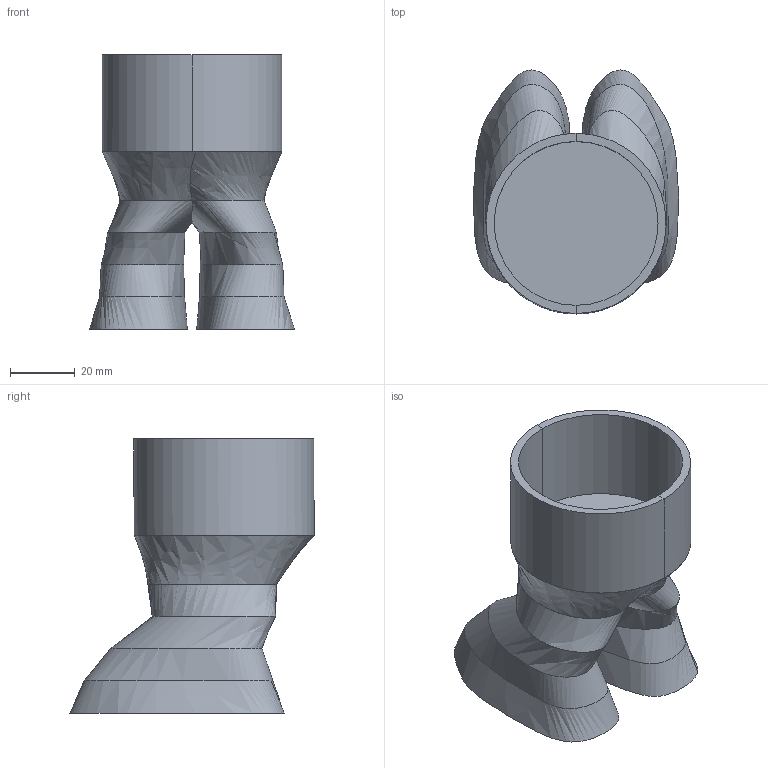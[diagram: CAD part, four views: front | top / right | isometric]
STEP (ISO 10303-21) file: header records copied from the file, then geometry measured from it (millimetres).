
FILE_DESCRIPTION(/* description */ ('STEP AP242','CAx-IF Rec.Pracs.---Representation and Presentation of Product Manufacturing Information (PMI)---4.0---2014-10-13','CAx-IF Rec.Pracs.---3D Tessellated Geometry---0.4---2014-09-14','2;1'),/* implementation_level */ '2;1');
FILE_NAME(/* name */ '66e3adfad63cb446e7b7f6f9',/* time_stamp */ '2024-09-13T03:14:02Z',/* author */ (''),/* organization */ (''),/* preprocessor_version */ 'ST-DEVELOPER v20',/* originating_system */ ' ',/* authorisation */ ' ');
FILE_SCHEMA (('AP242_MANAGED_MODEL_BASED_3D_ENGINEERING_MIM_LF { 1 0 10303 442 1 1 4 }'));
Length unit declared in the file: metre
Products named in the file (9): Part 1; Part 2; Part 3; Part 4; Part 5; Part 6; Part 7; Part 8; Part 9
Bounding box: 63.62 x 75.75 x 85 mm (x, y, z)
Volume: 207331.9 mm3; surface area: 57420.6 mm2
Topology: 9 solids, 9 shells, 50 faces, 86 edges, 57 vertices
Faces by surface type: plane 26, bspline 20, cylinder 4
Entity records: 5779 total; most frequent: CARTESIAN_POINT 4800, DIRECTION 136, ORIENTED_EDGE 122, EDGE_LOOP 71, FACE_BOUND 71, AXIS2_PLACEMENT_3D 62, EDGE_CURVE 61, VERTEX_POINT 50
